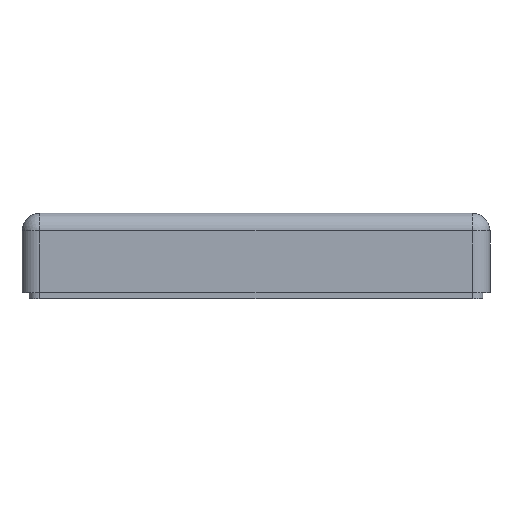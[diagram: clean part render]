
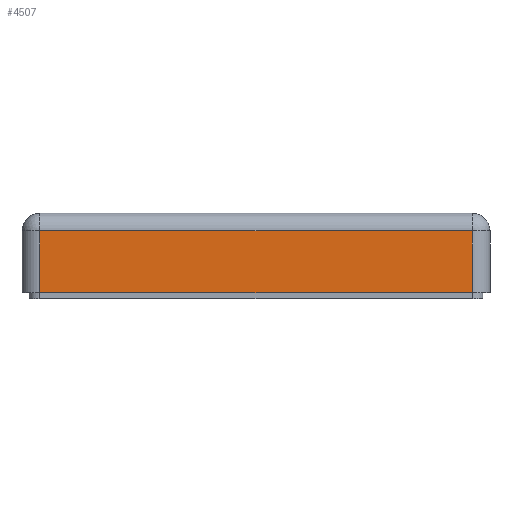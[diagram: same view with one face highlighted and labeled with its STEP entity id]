
A CAD part, left-side view. The second image highlights one B-rep face of the part: STEP entity #4507.
In plain terms, the highlighted planar face has unit normal (-1, 0, 0).
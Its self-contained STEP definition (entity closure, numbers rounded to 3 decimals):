
#253=PLANE('',#4836);
#553=LINE('',#7653,#1029);
#722=LINE('',#8342,#1198);
#725=LINE('',#8360,#1201);
#729=LINE('',#8369,#1205);
#1029=VECTOR('',#5274,49.);
#1198=VECTOR('',#5923,49.);
#1201=VECTOR('',#5952,7.);
#1205=VECTOR('',#5966,7.);
#1515=FACE_OUTER_BOUND('',#1825,.T.);
#1825=EDGE_LOOP('',(#4216,#4217,#4218,#4219));
#2249=VERTEX_POINT('',#7650);
#2250=VERTEX_POINT('',#7652);
#2329=VERTEX_POINT('',#8339);
#2330=VERTEX_POINT('',#8341);
#2695=EDGE_CURVE('',#2249,#2250,#553,.T.);
#2947=EDGE_CURVE('',#2329,#2330,#722,.T.);
#2957=EDGE_CURVE('',#2250,#2329,#725,.T.);
#2961=EDGE_CURVE('',#2249,#2330,#729,.T.);
#4216=ORIENTED_EDGE('',*,*,#2947,.F.);
#4217=ORIENTED_EDGE('',*,*,#2957,.F.);
#4218=ORIENTED_EDGE('',*,*,#2695,.F.);
#4219=ORIENTED_EDGE('',*,*,#2961,.T.);
#4507=ADVANCED_FACE('',(#1515),#253,.T.);
#4836=AXIS2_PLACEMENT_3D('',#8370,#5967,#5968);
#5274=DIRECTION('',(0.,1.,0.));
#5923=DIRECTION('',(0.,-1.,0.));
#5952=DIRECTION('',(0.,0.,1.));
#5966=DIRECTION('',(0.,0.,1.));
#5967=DIRECTION('center_axis',(-1.,0.,0.));
#5968=DIRECTION('ref_axis',(0.,-1.,0.));
#7650=CARTESIAN_POINT('',(-4.5,7.5,0.));
#7652=CARTESIAN_POINT('',(-4.5,56.5,0.));
#7653=CARTESIAN_POINT('',(-4.5,7.5,0.));
#8339=CARTESIAN_POINT('',(-4.5,56.5,7.));
#8341=CARTESIAN_POINT('',(-4.5,7.5,7.));
#8342=CARTESIAN_POINT('',(-4.5,44.25,7.));
#8360=CARTESIAN_POINT('',(-4.5,56.5,0.));
#8369=CARTESIAN_POINT('',(-4.5,7.5,0.));
#8370=CARTESIAN_POINT('Origin',(-4.5,56.5,0.));
